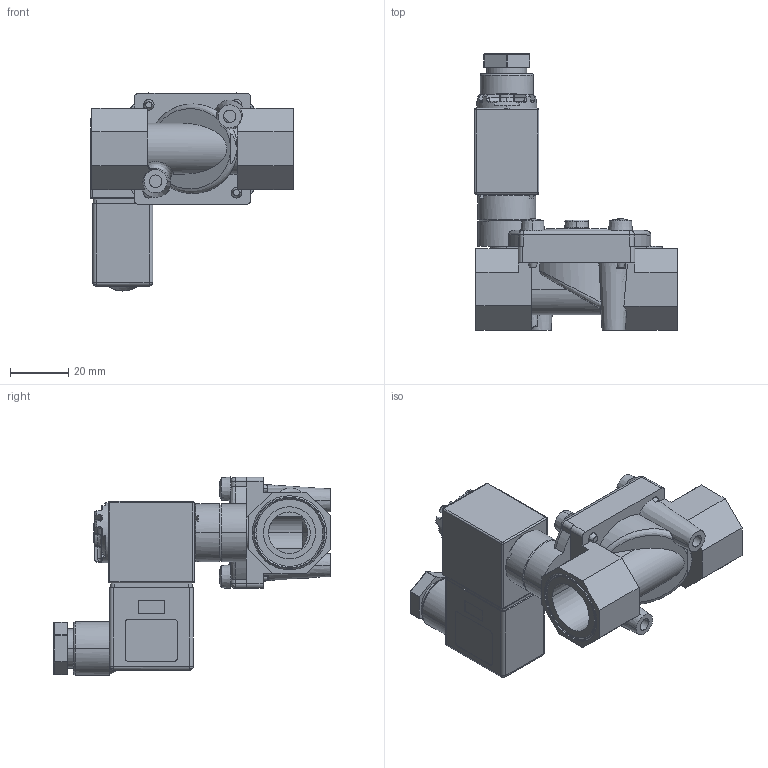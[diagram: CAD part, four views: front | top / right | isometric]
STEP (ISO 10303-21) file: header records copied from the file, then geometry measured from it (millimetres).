
FILE_DESCRIPTION (( 'STEP AP203' ), '1' );
FILE_NAME ('3580-060-8237C-A.step', '2023-01-26T20:52:37', ( '' ), ( '' ), 'SwSTEP 2.0', 'SolidWorks 2021', '' );
FILE_SCHEMA (( 'CONFIG_CONTROL_DESIGN' ));
Length unit declared in the file: inch
Products named in the file (1): 3580-060-8237C-A
Bounding box: 69.49 x 94.77 x 67.91 mm (x, y, z)
Volume: 70020.7 mm3; surface area: 40450.8 mm2
Topology: 4 solids, 4 shells, 1013 faces, 2730 edges, 1730 vertices
Faces by surface type: plane 406, cylinder 277, bspline 198, cone 132
Entity records: 47538 total; most frequent: CARTESIAN_POINT 24743, ORIENTED_EDGE 5360, DIRECTION 3763, EDGE_CURVE 2680, VERTEX_POINT 1730, AXIS2_PLACEMENT_3D 1308, VECTOR 1147, LINE 1147
